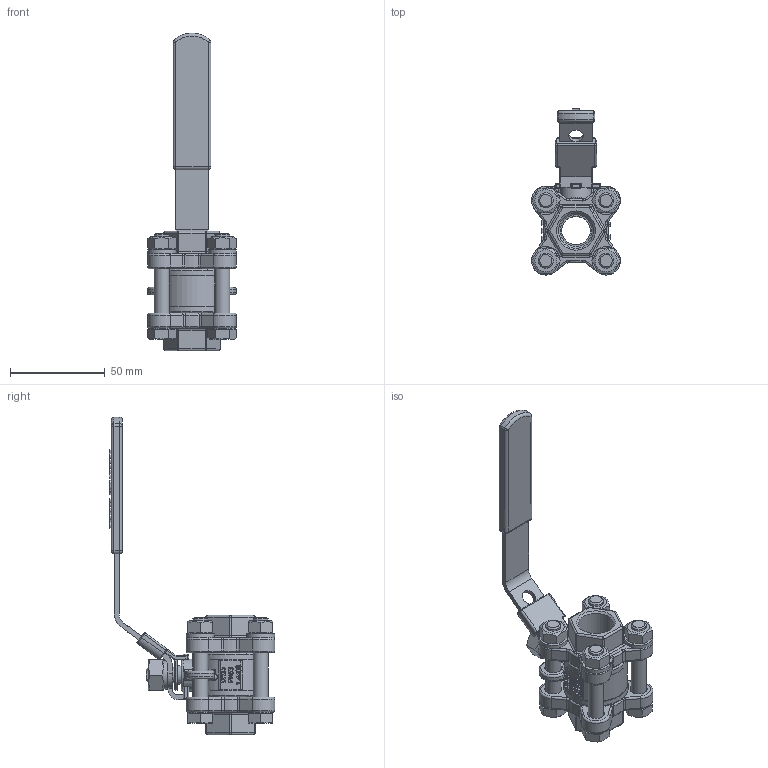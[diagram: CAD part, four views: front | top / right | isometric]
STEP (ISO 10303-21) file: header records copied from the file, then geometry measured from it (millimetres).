
FILE_DESCRIPTION(/* description */ ('790004'),/* implementation_level */ '2;1');
FILE_NAME(/* name */ '790004.stp',/* time_stamp */ '2016-04-07T11:14:57+02:00',/* author */ ('jmorand'),/* organization */ ('Sferaco'),/* preprocessor_version */ 'ST-DEVELOPER v16.1',/* originating_system */ 'Autodesk Inventor 2016',/* authorisation */ '');
FILE_SCHEMA (('AUTOMOTIVE_DESIGN { 1 0 10303 214 3 1 1 }'));
Products named in the file (1): 790004_bd
Bounding box: 46.83 x 87.41 x 167.46 mm (x, y, z)
Volume: 79221.1 mm3; surface area: 35860 mm2
Topology: 1 solids, 2 shells, 1591 faces, 4037 edges, 2522 vertices
Faces by surface type: plane 653, bspline 439, cylinder 286, torus 124, cone 46, sphere 43
Full cylindrical faces by diameter (mm): 7.6 x1, 8 x9, 8.376 x1, 9 x10, 10 x1, 13 x4, 15 x1, 18.631 x2, 34 x2
Entity records: 53388 total; most frequent: CARTESIAN_POINT 16826, ORIENTED_EDGE 7888, DIRECTION 6038, EDGE_CURVE 3944, VERTEX_POINT 2493, AXIS2_PLACEMENT_3D 2013, LINE 2012, VECTOR 2012
